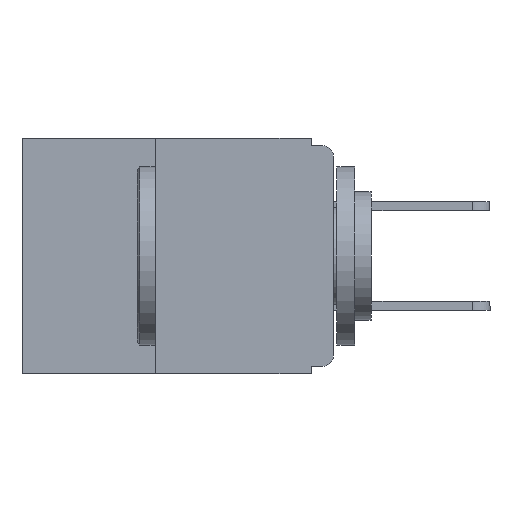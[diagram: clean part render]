
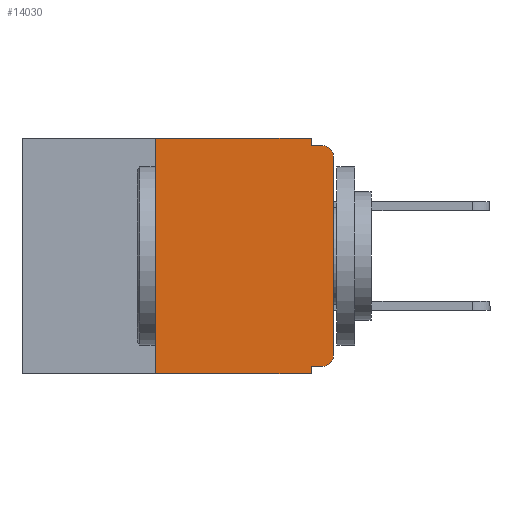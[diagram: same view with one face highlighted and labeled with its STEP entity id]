
A CAD part, left-side view. The second image highlights one B-rep face of the part: STEP entity #14030.
In plain terms, the highlighted planar face has unit normal (-1, 0, 0).
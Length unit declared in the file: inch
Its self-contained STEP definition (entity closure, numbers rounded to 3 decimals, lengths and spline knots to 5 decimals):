
#524 = DIRECTION ( 'NONE',  ( 0., 0., -1. ) ) ;
#803 = VERTEX_POINT ( 'NONE', #2496 ) ;
#849 = CARTESIAN_POINT ( 'NONE',  ( 0., 0.031, 0. ) ) ;
#1319 = LINE ( 'NONE', #15397, #19972 ) ;
#1827 = VERTEX_POINT ( 'NONE', #18413 ) ;
#2496 = CARTESIAN_POINT ( 'NONE',  ( 0., 0., -0.025 ) ) ;
#2811 = VERTEX_POINT ( 'NONE', #8171 ) ;
#3488 = DIRECTION ( 'NONE',  ( 0., 1., 0. ) ) ;
#3683 = ORIENTED_EDGE ( 'NONE', *, *, #6603, .T. ) ;
#3841 = VECTOR ( 'NONE', #3488, 39.37008 ) ;
#3908 = VERTEX_POINT ( 'NONE', #24556 ) ;
#4347 = AXIS2_PLACEMENT_3D ( 'NONE', #21915, #10589, #23835 ) ;
#4618 = EDGE_CURVE ( 'NONE', #11459, #803, #9690, .T. ) ;
#4875 = CARTESIAN_POINT ( 'NONE',  ( 0., 0.031, -0.01 ) ) ;
#4925 = ORIENTED_EDGE ( 'NONE', *, *, #17904, .F. ) ;
#5252 = EDGE_CURVE ( 'NONE', #18400, #20360, #1319, .T. ) ;
#5324 = EDGE_LOOP ( 'NONE', ( #21627, #16860, #7078, #12194, #8318, #21673, #3683, #19526, #4925, #17500 ) ) ;
#5914 = VECTOR ( 'NONE', #8353, 39.37008 ) ;
#6089 = VERTEX_POINT ( 'NONE', #4875 ) ;
#6184 = CARTESIAN_POINT ( 'NONE',  ( 0., 0., -0.01 ) ) ;
#6444 = EDGE_CURVE ( 'NONE', #12765, #11459, #14580, .T. ) ;
#6603 = EDGE_CURVE ( 'NONE', #1827, #20360, #21127, .T. ) ;
#6881 = FACE_OUTER_BOUND ( 'NONE', #5324, .T. ) ;
#7078 = ORIENTED_EDGE ( 'NONE', *, *, #23058, .F. ) ;
#7908 = EDGE_CURVE ( 'NONE', #1827, #2811, #13093, .T. ) ;
#8154 = DIRECTION ( 'NONE',  ( 0., -1., 0. ) ) ;
#8171 = CARTESIAN_POINT ( 'NONE',  ( 0., 0.25, 0. ) ) ;
#8318 = ORIENTED_EDGE ( 'NONE', *, *, #8505, .F. ) ;
#8353 = DIRECTION ( 'NONE',  ( 0., -1., 0. ) ) ;
#8505 = EDGE_CURVE ( 'NONE', #2811, #13589, #9526, .T. ) ;
#8597 = CARTESIAN_POINT ( 'NONE',  ( 0., 0.437, -0.33 ) ) ;
#8626 = PLANE ( 'NONE',  #4347 ) ;
#8910 = VECTOR ( 'NONE', #19044, 39.37008 ) ;
#9208 = EDGE_CURVE ( 'NONE', #13589, #6089, #12498, .T. ) ;
#9285 = CARTESIAN_POINT ( 'NONE',  ( 0., 0., -0.305 ) ) ;
#9526 = LINE ( 'NONE', #9688, #8910 ) ;
#9688 = CARTESIAN_POINT ( 'NONE',  ( 0., 0.437, 0. ) ) ;
#9690 = LINE ( 'NONE', #24062, #14664 ) ;
#10152 = CARTESIAN_POINT ( 'NONE',  ( 0., 0.031, 0. ) ) ;
#10589 = DIRECTION ( 'NONE',  ( 1., 0., 0. ) ) ;
#11280 = CARTESIAN_POINT ( 'NONE',  ( 0., 0.031, -0.33 ) ) ;
#11459 = VERTEX_POINT ( 'NONE', #9285 ) ;
#12051 = DIRECTION ( 'NONE',  ( 0., 0., -1. ) ) ;
#12194 = ORIENTED_EDGE ( 'NONE', *, *, #9208, .F. ) ;
#12275 = DIRECTION ( 'NONE',  ( -1., 0., 0. ) ) ;
#12498 = LINE ( 'NONE', #10152, #22009 ) ;
#12509 = VECTOR ( 'NONE', #15443, 39.37008 ) ;
#12765 = VERTEX_POINT ( 'NONE', #13810 ) ;
#12872 = EDGE_CURVE ( 'NONE', #803, #3908, #19102, .T. ) ;
#13093 = LINE ( 'NONE', #21126, #12509 ) ;
#13134 = CARTESIAN_POINT ( 'NONE',  ( 0., 0., -0.32 ) ) ;
#13589 = VERTEX_POINT ( 'NONE', #849 ) ;
#13810 = CARTESIAN_POINT ( 'NONE',  ( 0., 0.015, -0.32 ) ) ;
#14030 = ADVANCED_FACE ( 'NONE', ( #6881 ), #8626, .F. ) ;
#14072 = LINE ( 'NONE', #13134, #3841 ) ;
#14456 = AXIS2_PLACEMENT_3D ( 'NONE', #23635, #12275, #524 ) ;
#14580 = CIRCLE ( 'NONE', #23766, 0.015 ) ;
#14643 = CARTESIAN_POINT ( 'NONE',  ( 0., 0.031, -0.32 ) ) ;
#14664 = VECTOR ( 'NONE', #23981, 39.37008 ) ;
#14717 = VECTOR ( 'NONE', #8154, 39.37008 ) ;
#15303 = LINE ( 'NONE', #6184, #14717 ) ;
#15397 = CARTESIAN_POINT ( 'NONE',  ( 0., 0.031, -0.33 ) ) ;
#15443 = DIRECTION ( 'NONE',  ( 0., 0., 1. ) ) ;
#15549 = DIRECTION ( 'NONE',  ( 0., 0., -1. ) ) ;
#16860 = ORIENTED_EDGE ( 'NONE', *, *, #12872, .T. ) ;
#17005 = DIRECTION ( 'NONE',  ( 0., 0., -1. ) ) ;
#17500 = ORIENTED_EDGE ( 'NONE', *, *, #6444, .T. ) ;
#17572 = DIRECTION ( 'NONE',  ( -1., 0., 0. ) ) ;
#17649 = CARTESIAN_POINT ( 'NONE',  ( 0., 0.015, -0.305 ) ) ;
#17904 = EDGE_CURVE ( 'NONE', #12765, #18400, #14072, .T. ) ;
#18400 = VERTEX_POINT ( 'NONE', #14643 ) ;
#18413 = CARTESIAN_POINT ( 'NONE',  ( 0., 0.25, -0.33 ) ) ;
#19044 = DIRECTION ( 'NONE',  ( 0., -1., 0. ) ) ;
#19102 = CIRCLE ( 'NONE', #14456, 0.015 ) ;
#19526 = ORIENTED_EDGE ( 'NONE', *, *, #5252, .F. ) ;
#19972 = VECTOR ( 'NONE', #15549, 39.37008 ) ;
#20360 = VERTEX_POINT ( 'NONE', #11280 ) ;
#21126 = CARTESIAN_POINT ( 'NONE',  ( 0., 0.25, -0.33 ) ) ;
#21127 = LINE ( 'NONE', #8597, #5914 ) ;
#21627 = ORIENTED_EDGE ( 'NONE', *, *, #4618, .T. ) ;
#21673 = ORIENTED_EDGE ( 'NONE', *, *, #7908, .F. ) ;
#21915 = CARTESIAN_POINT ( 'NONE',  ( 0., 0.437, 0. ) ) ;
#22009 = VECTOR ( 'NONE', #12051, 39.37008 ) ;
#23058 = EDGE_CURVE ( 'NONE', #6089, #3908, #15303, .T. ) ;
#23635 = CARTESIAN_POINT ( 'NONE',  ( 0., 0.015, -0.025 ) ) ;
#23766 = AXIS2_PLACEMENT_3D ( 'NONE', #17649, #17572, #17005 ) ;
#23835 = DIRECTION ( 'NONE',  ( 0., 0., -1. ) ) ;
#23981 = DIRECTION ( 'NONE',  ( 0., 0., 1. ) ) ;
#24062 = CARTESIAN_POINT ( 'NONE',  ( 0., 0., 0. ) ) ;
#24556 = CARTESIAN_POINT ( 'NONE',  ( 0., 0.015, -0.01 ) ) ;
